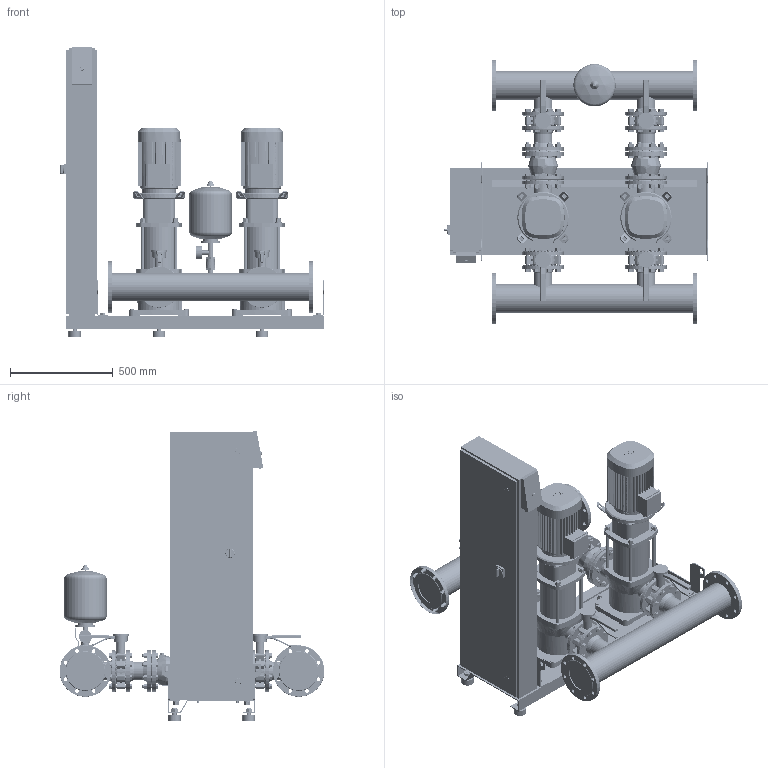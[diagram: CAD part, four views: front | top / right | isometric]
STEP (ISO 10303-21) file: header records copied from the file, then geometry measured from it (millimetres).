
FILE_DESCRIPTION((''),'2;1');
FILE_NAME('3d_SiBoostSmart2HELIXV5202_2-2540819.stp','2016-01-25T10:22:56',(''),(''),'Mechanical Desktop 2009','Mechanical Desktop 2009',', , ');
FILE_SCHEMA(('CONFIG_CONTROL_DESIGN'));
Length unit declared in the file: millimetre
Products named in the file (1): Product
Bounding box: 1280 x 1286 x 1413.4 mm (x, y, z)
Volume: 209903266.9 mm3; surface area: 13490552.6 mm2
Topology: 211 solids, 211 shells, 5534 faces, 13632 edges, 8789 vertices
Faces by surface type: bspline 2189, plane 1531, cylinder 1324, torus 266, cone 186, sphere 38
Entity records: 184916 total; most frequent: CARTESIAN_POINT 57096, ORIENTED_EDGE 27180, DIRECTION 25040, EDGE_CURVE 13590, VERTEX_POINT 8784, AXIS2_PLACEMENT_3D 8716, VECTOR 7608, LINE 7608
